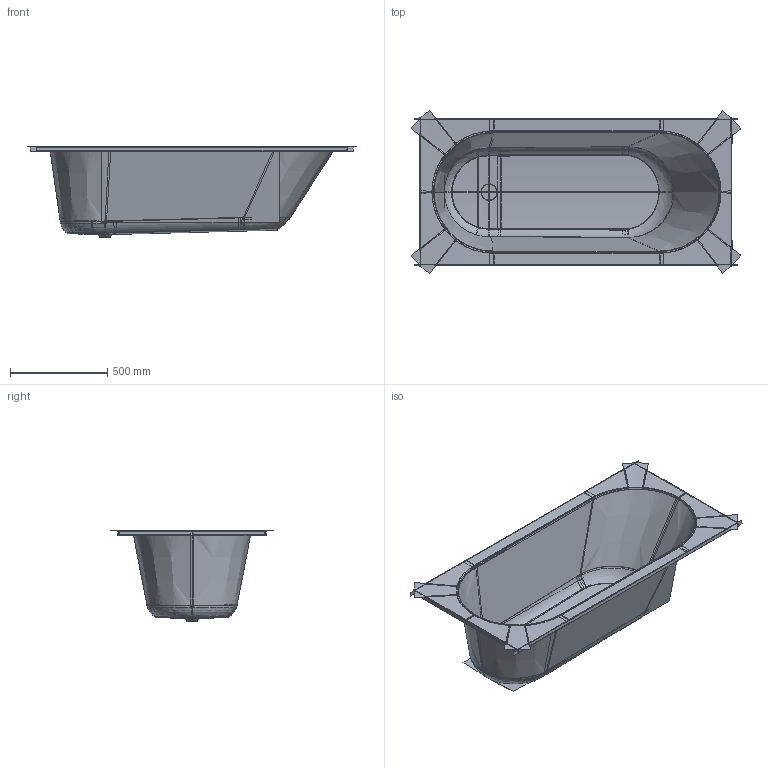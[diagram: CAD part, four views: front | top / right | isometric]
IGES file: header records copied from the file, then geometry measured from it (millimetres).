
Start section:  PTC IGES file: BQ160OBE2V.igs
Global section: file name: BQ160OBE2V.igs; native system: Pro/ENGINEER by Parametric Technology Corporation; preprocessor: 2003490; author: HRADIX; organization: Unknown; date: 040622.142836; units: millimetre
Bounding box: 1695.8 x 841.5 x 464.86 mm (x, y, z)
Surface area: 4584614.1 mm2 (no closed solid volume)
Topology: 0 solids, 0 shells, 240 faces, 3974 edges, 5190 vertices
Faces by surface type: bspline 152, revolution 88
